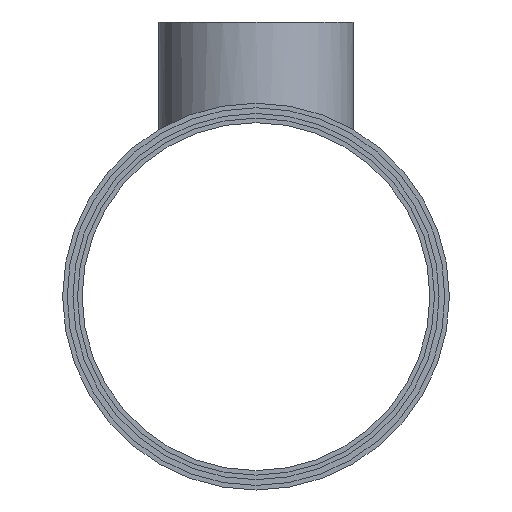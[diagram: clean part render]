
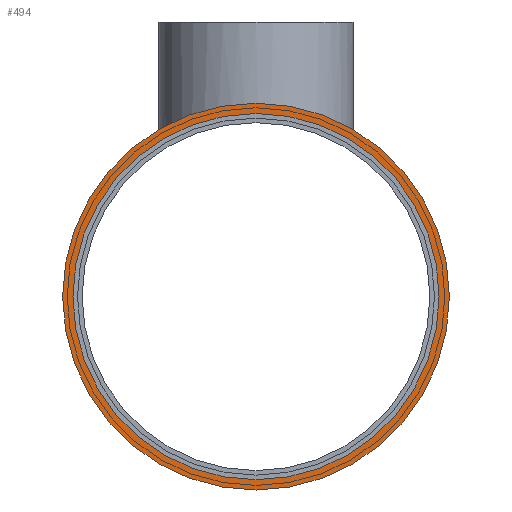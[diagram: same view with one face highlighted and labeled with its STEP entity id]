
A CAD part, front view. The second image highlights one B-rep face of the part: STEP entity #494.
In plain terms, the highlighted planar face has unit normal (0, -1, 0).
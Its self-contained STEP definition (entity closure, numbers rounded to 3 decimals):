
#79 = ORIENTED_EDGE ( 'NONE', *, *, #220, .F. ) ;
#158 = VERTEX_POINT ( 'NONE', #1340 ) ;
#160 = EDGE_CURVE ( 'NONE', #161, #158, #1339, .T. ) ;
#161 = VERTEX_POINT ( 'NONE', #1334 ) ;
#220 = EDGE_CURVE ( 'NONE', #221, #222, #1511, .T. ) ;
#221 = VERTEX_POINT ( 'NONE', #1506 ) ;
#222 = VERTEX_POINT ( 'NONE', #1505 ) ;
#475 = ORIENTED_EDGE ( 'NONE', *, *, #491, .F. ) ;
#491 = EDGE_CURVE ( 'NONE', #222, #221, #1994, .T. ) ;
#494 = ADVANCED_FACE ( 'NONE', ( #1986, #1985 ), #1984, .T. ) ;
#495 = EDGE_LOOP ( 'NONE', ( #496, #497 ) ) ;
#496 = ORIENTED_EDGE ( 'NONE', *, *, #160, .T. ) ;
#497 = ORIENTED_EDGE ( 'NONE', *, *, #498, .T. ) ;
#498 = EDGE_CURVE ( 'NONE', #158, #161, #1978, .T. ) ;
#499 = EDGE_LOOP ( 'NONE', ( #79, #475 ) ) ;
#1334 = CARTESIAN_POINT ( 'NONE',  ( 0., 50., -84.5 ) ) ;
#1335 = DIRECTION ( 'NONE',  ( 0., 0., -1. ) ) ;
#1336 = DIRECTION ( 'NONE',  ( 0., -1., 0. ) ) ;
#1337 = CARTESIAN_POINT ( 'NONE',  ( 0., 50., 0. ) ) ;
#1338 = AXIS2_PLACEMENT_3D ( 'NONE', #1337, #1336, #1335 ) ;
#1339 = CIRCLE ( 'NONE', #1338, 84.5 ) ;
#1340 = CARTESIAN_POINT ( 'NONE',  ( 0., 50., 84.5 ) ) ;
#1505 = CARTESIAN_POINT ( 'NONE',  ( 0., 50., 80. ) ) ;
#1506 = CARTESIAN_POINT ( 'NONE',  ( 0., 50., -80. ) ) ;
#1507 = DIRECTION ( 'NONE',  ( 0., 0., -1. ) ) ;
#1508 = DIRECTION ( 'NONE',  ( 0., -1., 0. ) ) ;
#1509 = CARTESIAN_POINT ( 'NONE',  ( 0., 50., 0. ) ) ;
#1510 = AXIS2_PLACEMENT_3D ( 'NONE', #1509, #1508, #1507 ) ;
#1511 = CIRCLE ( 'NONE', #1510, 80. ) ;
#1975 = DIRECTION ( 'NONE',  ( 0., 0., -1. ) ) ;
#1976 = DIRECTION ( 'NONE',  ( 0., -1., 0. ) ) ;
#1977 = AXIS2_PLACEMENT_3D ( 'NONE', #1982, #1976, #1975 ) ;
#1978 = CIRCLE ( 'NONE', #1977, 84.5 ) ;
#1979 = DIRECTION ( 'NONE',  ( 0., 0., -1. ) ) ;
#1980 = DIRECTION ( 'NONE',  ( 0., -1., 0. ) ) ;
#1981 = AXIS2_PLACEMENT_3D ( 'NONE', #1983, #1980, #1979 ) ;
#1982 = CARTESIAN_POINT ( 'NONE',  ( 0., 50., 0. ) ) ;
#1983 = CARTESIAN_POINT ( 'NONE',  ( 0., 50., 80. ) ) ;
#1984 = PLANE ( 'NONE',  #1981 ) ;
#1985 = FACE_BOUND ( 'NONE', #499, .T. ) ;
#1986 = FACE_OUTER_BOUND ( 'NONE', #495, .T. ) ;
#1987 = DIRECTION ( 'NONE',  ( 0., 0., -1. ) ) ;
#1988 = DIRECTION ( 'NONE',  ( 0., -1., 0. ) ) ;
#1989 = CARTESIAN_POINT ( 'NONE',  ( 0., 50., 0. ) ) ;
#1990 = AXIS2_PLACEMENT_3D ( 'NONE', #1989, #1988, #1987 ) ;
#1994 = CIRCLE ( 'NONE', #1990, 80. ) ;
